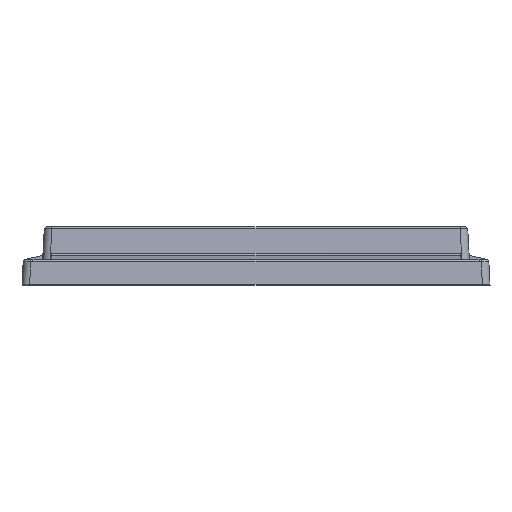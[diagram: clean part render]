
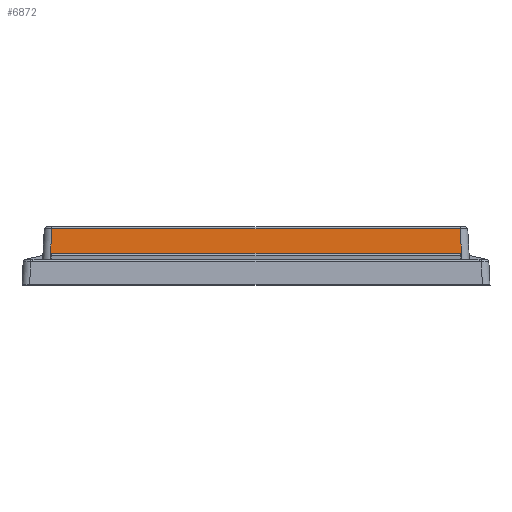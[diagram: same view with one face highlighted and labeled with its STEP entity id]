
A CAD part, top view. The second image highlights one B-rep face of the part: STEP entity #6872.
In plain terms, the highlighted planar face has unit normal (0, 0.052, 0.999).
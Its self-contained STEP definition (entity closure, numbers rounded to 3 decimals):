
#6872 = ADVANCED_FACE ( 'NONE', ( #9699 ), #9694, .T. ) ;
#6914 = ORIENTED_EDGE ( 'NONE', *, *, #6915, .T. ) ;
#6915 = EDGE_CURVE ( 'NONE', #6942, #6943, #9785, .T. ) ;
#6916 = ORIENTED_EDGE ( 'NONE', *, *, #6917, .T. ) ;
#6917 = EDGE_CURVE ( 'NONE', #6943, #6918, #9781, .T. ) ;
#6918 = VERTEX_POINT ( 'NONE', #9777 ) ;
#6919 = ORIENTED_EDGE ( 'NONE', *, *, #6920, .T. ) ;
#6920 = EDGE_CURVE ( 'NONE', #6918, #6921, #9776, .T. ) ;
#6921 = VERTEX_POINT ( 'NONE', #9772 ) ;
#6922 = ORIENTED_EDGE ( 'NONE', *, *, #6923, .T. ) ;
#6923 = EDGE_CURVE ( 'NONE', #6921, #6932, #9771, .T. ) ;
#6929 = EDGE_LOOP ( 'NONE', ( #6930, #6934, #6937, #6940, #6914, #6916, #6919, #6922 ) ) ;
#6930 = ORIENTED_EDGE ( 'NONE', *, *, #6931, .T. ) ;
#6931 = EDGE_CURVE ( 'NONE', #6932, #6933, #9819, .T. ) ;
#6932 = VERTEX_POINT ( 'NONE', #9815 ) ;
#6933 = VERTEX_POINT ( 'NONE', #9814 ) ;
#6934 = ORIENTED_EDGE ( 'NONE', *, *, #6935, .T. ) ;
#6935 = EDGE_CURVE ( 'NONE', #6933, #6936, #9813, .T. ) ;
#6936 = VERTEX_POINT ( 'NONE', #9809 ) ;
#6937 = ORIENTED_EDGE ( 'NONE', *, *, #6938, .F. ) ;
#6938 = EDGE_CURVE ( 'NONE', #6939, #6936, #9808, .T. ) ;
#6939 = VERTEX_POINT ( 'NONE', #9804 ) ;
#6940 = ORIENTED_EDGE ( 'NONE', *, *, #6941, .F. ) ;
#6941 = EDGE_CURVE ( 'NONE', #6942, #6939, #9803, .T. ) ;
#6942 = VERTEX_POINT ( 'NONE', #9799 ) ;
#6943 = VERTEX_POINT ( 'NONE', #9798 ) ;
#9689 = DIRECTION ( 'NONE',  ( 0., -0.999, 0.052 ) ) ;
#9690 = DIRECTION ( 'NONE',  ( 0., 0.052, 0.999 ) ) ;
#9691 = AXIS2_PLACEMENT_3D ( 'NONE', #9693, #9690, #9689 ) ;
#9693 = CARTESIAN_POINT ( 'NONE',  ( -155., 0., 181.5 ) ) ;
#9694 = PLANE ( 'NONE',  #9691 ) ;
#9699 = FACE_OUTER_BOUND ( 'NONE', #6929, .T. ) ;
#9768 = DIRECTION ( 'NONE',  ( 1., 0., 0. ) ) ;
#9769 = VECTOR ( 'NONE', #9768, 1000. ) ;
#9770 = CARTESIAN_POINT ( 'NONE',  ( -150.683, 10.263, 180.962 ) ) ;
#9771 = LINE ( 'NONE', #9770, #9769 ) ;
#9772 = CARTESIAN_POINT ( 'NONE',  ( -148.97, 10.263, 180.962 ) ) ;
#9773 = DIRECTION ( 'NONE',  ( -0.052, -0.997, 0.052 ) ) ;
#9774 = VECTOR ( 'NONE', #9773, 1000. ) ;
#9775 = CARTESIAN_POINT ( 'NONE',  ( -149.523, -0.286, 181.515 ) ) ;
#9776 = LINE ( 'NONE', #9775, #9774 ) ;
#9777 = CARTESIAN_POINT ( 'NONE',  ( -147.804, 32.502, 179.797 ) ) ;
#9778 = DIRECTION ( 'NONE',  ( -1., 0., 0. ) ) ;
#9779 = VECTOR ( 'NONE', #9778, 1000. ) ;
#9780 = CARTESIAN_POINT ( 'NONE',  ( -147.726, 32.502, 179.797 ) ) ;
#9781 = LINE ( 'NONE', #9780, #9779 ) ;
#9782 = DIRECTION ( 'NONE',  ( -0.052, 0.997, -0.052 ) ) ;
#9783 = VECTOR ( 'NONE', #9782, 1000. ) ;
#9784 = CARTESIAN_POINT ( 'NONE',  ( 148.676, 15.871, 180.668 ) ) ;
#9785 = LINE ( 'NONE', #9784, #9783 ) ;
#9798 = CARTESIAN_POINT ( 'NONE',  ( 147.804, 32.502, 179.797 ) ) ;
#9799 = CARTESIAN_POINT ( 'NONE',  ( 148.97, 10.263, 180.962 ) ) ;
#9800 = DIRECTION ( 'NONE',  ( -1., 0., 0. ) ) ;
#9801 = VECTOR ( 'NONE', #9800, 1000. ) ;
#9802 = CARTESIAN_POINT ( 'NONE',  ( 148.185, 10.263, 180.962 ) ) ;
#9803 = LINE ( 'NONE', #9802, #9801 ) ;
#9804 = CARTESIAN_POINT ( 'NONE',  ( 148.185, 10.263, 180.962 ) ) ;
#9805 = DIRECTION ( 'NONE',  ( -0.052, 0.997, -0.052 ) ) ;
#9806 = VECTOR ( 'NONE', #9805, 1000. ) ;
#9807 = CARTESIAN_POINT ( 'NONE',  ( 148.185, 10.263, 180.962 ) ) ;
#9808 = LINE ( 'NONE', #9807, #9806 ) ;
#9809 = CARTESIAN_POINT ( 'NONE',  ( 147.952, 14.703, 180.729 ) ) ;
#9810 = DIRECTION ( 'NONE',  ( 1., 0., 0. ) ) ;
#9811 = VECTOR ( 'NONE', #9810, 1000. ) ;
#9812 = CARTESIAN_POINT ( 'NONE',  ( 148.032, 14.703, 180.729 ) ) ;
#9813 = LINE ( 'NONE', #9812, #9811 ) ;
#9814 = CARTESIAN_POINT ( 'NONE',  ( -147.952, 14.703, 180.729 ) ) ;
#9815 = CARTESIAN_POINT ( 'NONE',  ( -148.185, 10.263, 180.962 ) ) ;
#9816 = DIRECTION ( 'NONE',  ( 0.052, 0.997, -0.052 ) ) ;
#9817 = VECTOR ( 'NONE', #9816, 1000. ) ;
#9818 = CARTESIAN_POINT ( 'NONE',  ( -149.898, -22.431, 182.676 ) ) ;
#9819 = LINE ( 'NONE', #9818, #9817 ) ;
